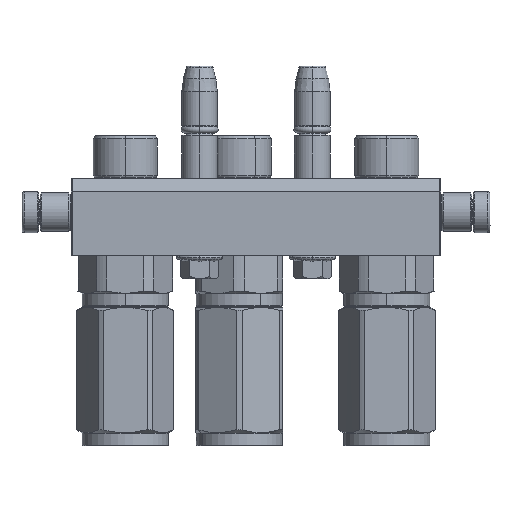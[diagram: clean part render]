
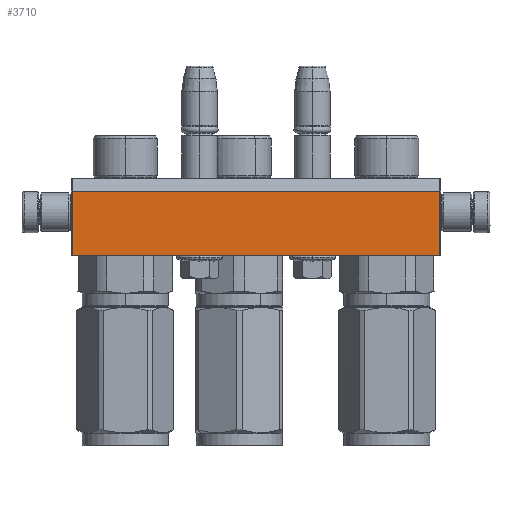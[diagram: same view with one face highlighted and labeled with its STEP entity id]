
A CAD part, left-side view. The second image highlights one B-rep face of the part: STEP entity #3710.
In plain terms, the highlighted face is planar.
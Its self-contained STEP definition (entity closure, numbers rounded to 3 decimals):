
#563 = LINE ( 'NONE', #39937, #14258 ) ;
#618 = CARTESIAN_POINT ( 'NONE',  ( 144., 0., -90. ) ) ;
#1479 = EDGE_CURVE ( 'NONE', #23542, #25383, #563, .T. ) ;
#2232 = CARTESIAN_POINT ( 'NONE',  ( 143.5, 30., -90. ) ) ;
#3710 = ADVANCED_FACE ( 'NONE', ( #62357 ), #24161, .T. ) ;
#4173 = AXIS2_PLACEMENT_3D ( 'NONE', #618, #59248, #41309 ) ;
#5106 = CARTESIAN_POINT ( 'NONE',  ( 143.5, 30., -90. ) ) ;
#6654 = EDGE_CURVE ( 'NONE', #25383, #72459, #45084, .T. ) ;
#14258 = VECTOR ( 'NONE', #22835, 1000. ) ;
#21211 = DIRECTION ( 'NONE',  ( 0., 1., 0. ) ) ;
#22835 = DIRECTION ( 'NONE',  ( -1., 0., 0. ) ) ;
#23542 = VERTEX_POINT ( 'NONE', #68178 ) ;
#24161 = PLANE ( 'NONE',  #4173 ) ;
#24299 = VERTEX_POINT ( 'NONE', #5106 ) ;
#25383 = VERTEX_POINT ( 'NONE', #60799 ) ;
#25640 = CARTESIAN_POINT ( 'NONE',  ( 143.5, 5., -90. ) ) ;
#31038 = CARTESIAN_POINT ( 'NONE',  ( 0.5, 30., -90. ) ) ;
#31517 = DIRECTION ( 'NONE',  ( 0., 1., 0. ) ) ;
#34763 = EDGE_LOOP ( 'NONE', ( #57882, #49399, #69652, #68606 ) ) ;
#38201 = DIRECTION ( 'NONE',  ( -1., 0., 0. ) ) ;
#39937 = CARTESIAN_POINT ( 'NONE',  ( 143.5, 5., -90. ) ) ;
#41309 = DIRECTION ( 'NONE',  ( -1., 0., 0. ) ) ;
#45084 = LINE ( 'NONE', #68286, #46056 ) ;
#46056 = VECTOR ( 'NONE', #21211, 1000. ) ;
#46953 = EDGE_CURVE ( 'NONE', #24299, #72459, #73040, .T. ) ;
#49399 = ORIENTED_EDGE ( 'NONE', *, *, #55867, .F. ) ;
#55867 = EDGE_CURVE ( 'NONE', #23542, #24299, #67389, .T. ) ;
#57882 = ORIENTED_EDGE ( 'NONE', *, *, #46953, .F. ) ;
#59248 = DIRECTION ( 'NONE',  ( 0., 0., -1. ) ) ;
#60799 = CARTESIAN_POINT ( 'NONE',  ( 0.5, 5., -90. ) ) ;
#61869 = VECTOR ( 'NONE', #31517, 1000. ) ;
#62357 = FACE_OUTER_BOUND ( 'NONE', #34763, .T. ) ;
#65687 = VECTOR ( 'NONE', #38201, 1000. ) ;
#67389 = LINE ( 'NONE', #25640, #61869 ) ;
#68178 = CARTESIAN_POINT ( 'NONE',  ( 143.5, 5., -90. ) ) ;
#68286 = CARTESIAN_POINT ( 'NONE',  ( 0.5, 5., -90. ) ) ;
#68606 = ORIENTED_EDGE ( 'NONE', *, *, #6654, .T. ) ;
#69652 = ORIENTED_EDGE ( 'NONE', *, *, #1479, .T. ) ;
#72459 = VERTEX_POINT ( 'NONE', #31038 ) ;
#73040 = LINE ( 'NONE', #2232, #65687 ) ;
